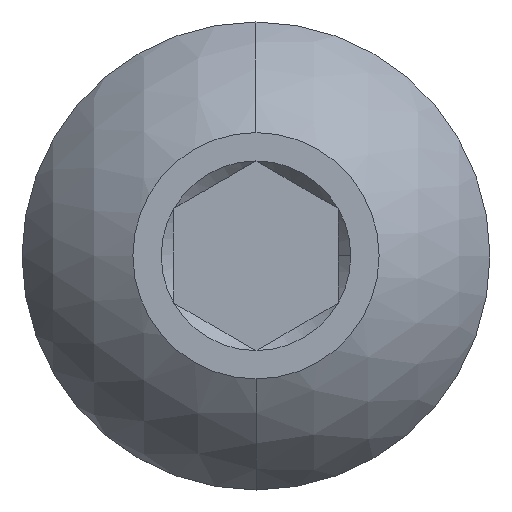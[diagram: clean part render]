
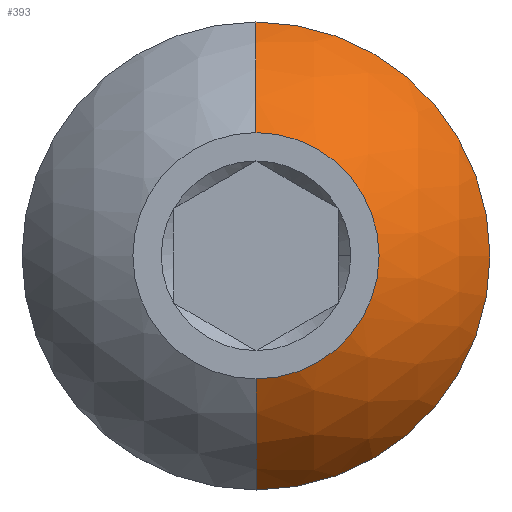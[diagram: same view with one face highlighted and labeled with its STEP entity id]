
A CAD part, top view. The second image highlights one B-rep face of the part: STEP entity #393.
In plain terms, the highlighted spherical face has radius 3.172 mm.
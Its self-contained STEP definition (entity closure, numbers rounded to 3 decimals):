
#15 = ORIENTED_EDGE ( 'NONE', *, *, #575, .T. ) ;
#18 = CIRCLE ( 'NONE', #499, 3.172 ) ;
#35 = AXIS2_PLACEMENT_3D ( 'NONE', #509, #294, #532 ) ;
#43 = DIRECTION ( 'NONE',  ( 1., 0., 0. ) ) ;
#56 = CARTESIAN_POINT ( 'NONE',  ( 0., 1.5, 9.65 ) ) ;
#58 = DIRECTION ( 'NONE',  ( 0., 0., 1. ) ) ;
#88 = AXIS2_PLACEMENT_3D ( 'NONE', #664, #58, #608 ) ;
#131 = CARTESIAN_POINT ( 'NONE',  ( 0., 0., 6.855 ) ) ;
#150 = AXIS2_PLACEMENT_3D ( 'NONE', #131, #237, #667 ) ;
#160 = SPHERICAL_SURFACE ( 'NONE', #150, 3.172 ) ;
#188 = CARTESIAN_POINT ( 'NONE',  ( 0., 0., 6.855 ) ) ;
#214 = CARTESIAN_POINT ( 'NONE',  ( 0., 0., 6.855 ) ) ;
#237 = DIRECTION ( 'NONE',  ( 1., 0., 0. ) ) ;
#243 = EDGE_LOOP ( 'NONE', ( #426, #15, #616, #576 ) ) ;
#282 = EDGE_CURVE ( 'NONE', #349, #702, #597, .T. ) ;
#294 = DIRECTION ( 'NONE',  ( 0., 0., 1. ) ) ;
#309 = DIRECTION ( 'NONE',  ( 0., 1., 0. ) ) ;
#319 = EDGE_CURVE ( 'NONE', #545, #500, #657, .T. ) ;
#346 = DIRECTION ( 'NONE',  ( 0., -1., 0. ) ) ;
#349 = VERTEX_POINT ( 'NONE', #678 ) ;
#357 = CARTESIAN_POINT ( 'NONE',  ( 0., 2.85, 8.248 ) ) ;
#385 = EDGE_CURVE ( 'NONE', #545, #349, #668, .T. ) ;
#393 = ADVANCED_FACE ( 'NONE', ( #703 ), #160, .T. ) ;
#426 = ORIENTED_EDGE ( 'NONE', *, *, #319, .T. ) ;
#448 = DIRECTION ( 'NONE',  ( -1., 0., 0. ) ) ;
#461 = AXIS2_PLACEMENT_3D ( 'NONE', #188, #448, #346 ) ;
#499 = AXIS2_PLACEMENT_3D ( 'NONE', #214, #43, #309 ) ;
#500 = VERTEX_POINT ( 'NONE', #357 ) ;
#509 = CARTESIAN_POINT ( 'NONE',  ( 0., 0., 9.65 ) ) ;
#532 = DIRECTION ( 'NONE',  ( 0., -1., 0. ) ) ;
#545 = VERTEX_POINT ( 'NONE', #692 ) ;
#575 = EDGE_CURVE ( 'NONE', #500, #702, #18, .T. ) ;
#576 = ORIENTED_EDGE ( 'NONE', *, *, #385, .F. ) ;
#597 = CIRCLE ( 'NONE', #35, 1.5 ) ;
#608 = DIRECTION ( 'NONE',  ( 0., -1., 0. ) ) ;
#616 = ORIENTED_EDGE ( 'NONE', *, *, #282, .F. ) ;
#657 = CIRCLE ( 'NONE', #88, 2.85 ) ;
#664 = CARTESIAN_POINT ( 'NONE',  ( 0., 0., 8.248 ) ) ;
#667 = DIRECTION ( 'NONE',  ( 0., -1., 0. ) ) ;
#668 = CIRCLE ( 'NONE', #461, 3.172 ) ;
#678 = CARTESIAN_POINT ( 'NONE',  ( 0., -1.5, 9.65 ) ) ;
#692 = CARTESIAN_POINT ( 'NONE',  ( 0., -2.85, 8.248 ) ) ;
#702 = VERTEX_POINT ( 'NONE', #56 ) ;
#703 = FACE_OUTER_BOUND ( 'NONE', #243, .T. ) ;
